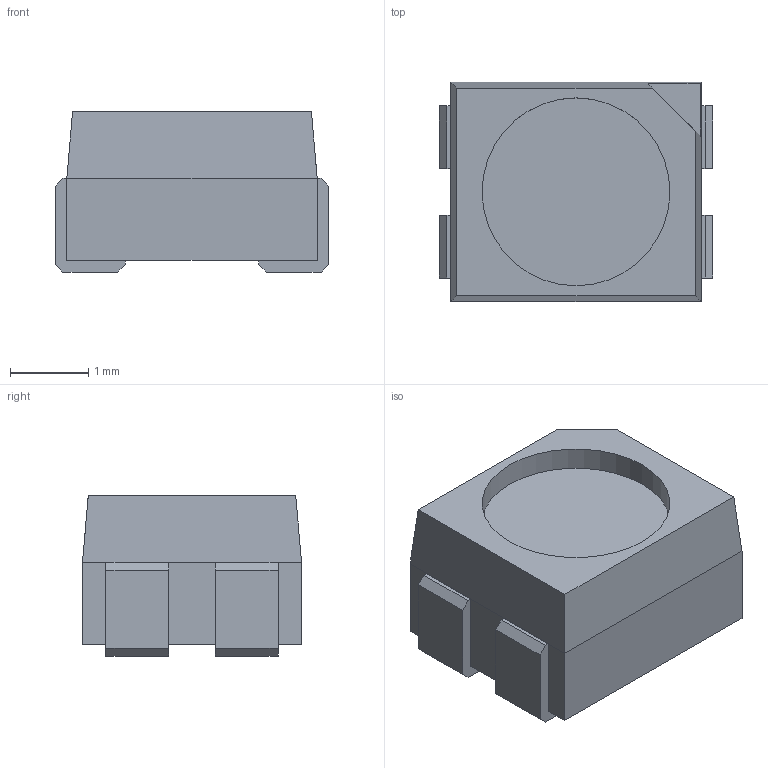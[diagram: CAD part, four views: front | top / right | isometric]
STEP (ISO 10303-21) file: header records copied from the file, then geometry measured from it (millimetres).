
FILE_DESCRIPTION(('FreeCAD Model'),'2;1');
FILE_NAME('Open CASCADE Shape Model','2023-01-22T21:34:43',(''),(''), 'Open CASCADE STEP processor 7.6','FreeCAD','Unknown');
FILE_SCHEMA(('AUTOMOTIVE_DESIGN { 1 0 10303 214 1 1 1 1 }'));
Length unit declared in the file: millimetre
Products named in the file (6): LED; main; leg; leg002; leg001; leg003
Assembly tree (5 placements, depth 2):
  LED
    main
    leg
    leg002
    leg001
    leg003
Bounding box: 3.5 x 2.8 x 2.05 mm (x, y, z)
Volume: 16.1 mm3; surface area: 56.8 mm2
Topology: 5 solids, 5 shells, 58 faces, 137 edges, 90 vertices
Faces by surface type: plane 57, cylinder 1
Full cylindrical faces by diameter (mm): 2.4 x1
Entity records: 1776 total; most frequent: CARTESIAN_POINT 291, ORIENTED_EDGE 274, DIRECTION 267, EDGE_CURVE 137, LINE 135, VECTOR 135, VERTEX_POINT 90, AXIS2_PLACEMENT_3D 66
